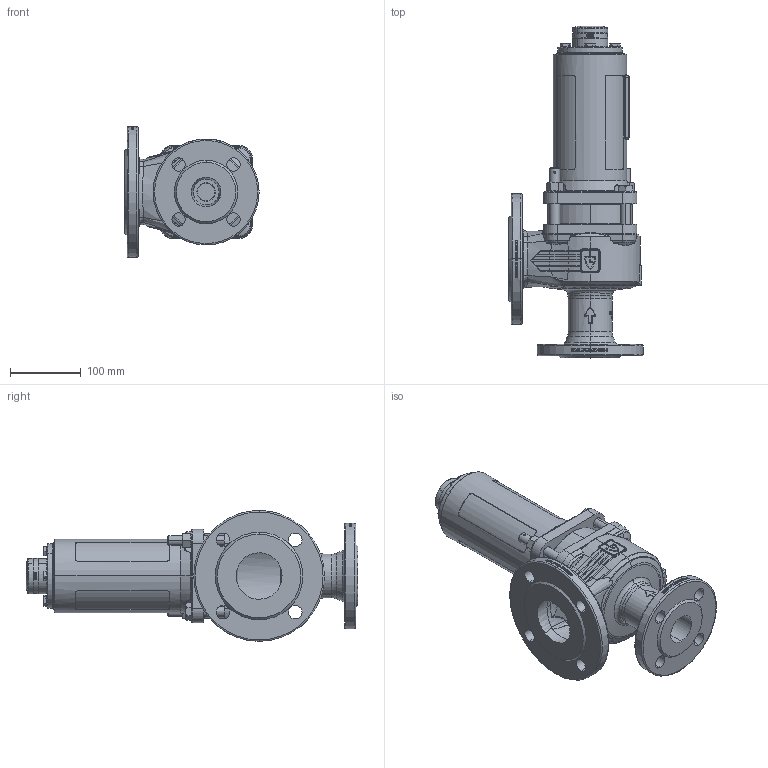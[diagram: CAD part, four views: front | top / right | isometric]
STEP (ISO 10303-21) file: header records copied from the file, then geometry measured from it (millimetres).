
FILE_DESCRIPTION (( 'STEP AP214' ), '1' );
FILE_NAME ('355TBGFO_40_FLFL_4065_MD.STEP', '2020-07-28T10:54:24', ( '' ), ( '' ), 'SwSTEP 2.0', 'SolidWorks 2020', '' );
FILE_SCHEMA (( 'AUTOMOTIVE_DESIGN' ));
Length unit declared in the file: millimetre
Products named in the file (1): 355TBGFO_40_FLFL_4065_MD
Bounding box: 190 x 470 x 185 mm (x, y, z)
Volume: 2160672.4 mm3; surface area: 508690.5 mm2
Topology: 16 solids, 16 shells, 2002 faces, 5489 edges, 3682 vertices
Faces by surface type: bspline 668, plane 527, cylinder 478, cone 218, torus 110, sphere 1
Entity records: 158150 total; most frequent: CARTESIAN_POINT 90393, ORIENTED_EDGE 10882, DIRECTION 7515, EDGE_CURVE 5441, VERTEX_POINT 3682, AXIS2_PLACEMENT_3D 3000, EDGE_LOOP 2283, B_SPLINE_CURVE_WITH_KNOTS 2215
